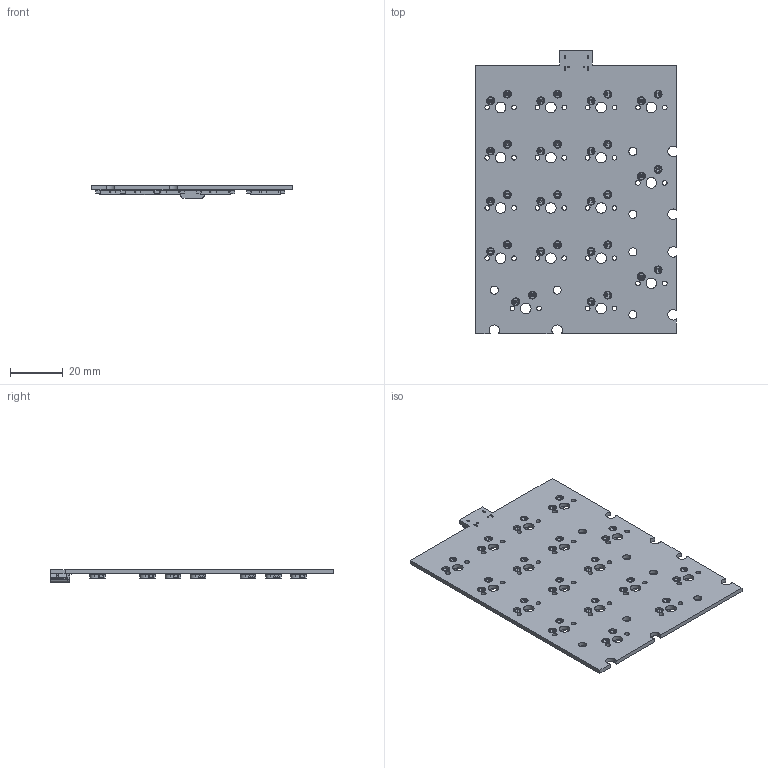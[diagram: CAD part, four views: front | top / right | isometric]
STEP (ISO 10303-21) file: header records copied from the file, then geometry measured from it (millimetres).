
FILE_DESCRIPTION(('KiCad electronic assembly'),'2;1');
FILE_NAME('numpad.step','2022-10-04T21:57:21',('Pcbnew'),('Kicad'), 'Open CASCADE STEP processor 7.6','KiCad to STEP converter','Unknown' );
FILE_SCHEMA(('AUTOMOTIVE_DESIGN { 1 0 10303 214 1 1 1 1 }'));
Length unit declared in the file: millimetre
Products named in the file (6): numpad 1; HS_Kailh_MX; COMPOUND; HRO  TYPE-C-31-M-12; SOLID; numpad PCB
Assembly tree (21 placements, depth 3):
  numpad 1
    HS_Kailh_MX  x17
      COMPOUND
    HRO  TYPE-C-31-M-12
      SOLID
    numpad PCB
Bounding box: 76.21 x 107.36 x 4.86 mm (x, y, z)
Volume: 13156.5 mm3; surface area: 21807.3 mm2
Topology: 53 solids, 53 shells, 7664 faces, 19004 edges, 11671 vertices
Faces by surface type: bspline 7531, cylinder 109, plane 24
Full cylindrical faces by diameter (mm): 0.65 x2, 1.75 x34, 3 x34, 3.048 x6, 3.988 x17
Entity records: 44400 total; most frequent: CARTESIAN_POINT 17212, B_SPLINE_CURVE_WITH_KNOTS 3878, ORIENTED_EDGE 3672, PCURVE 3672, DEFINITIONAL_REPRESENTATION 3672, EDGE_CURVE 1836, SURFACE_CURVE 1729, DIRECTION 1683
